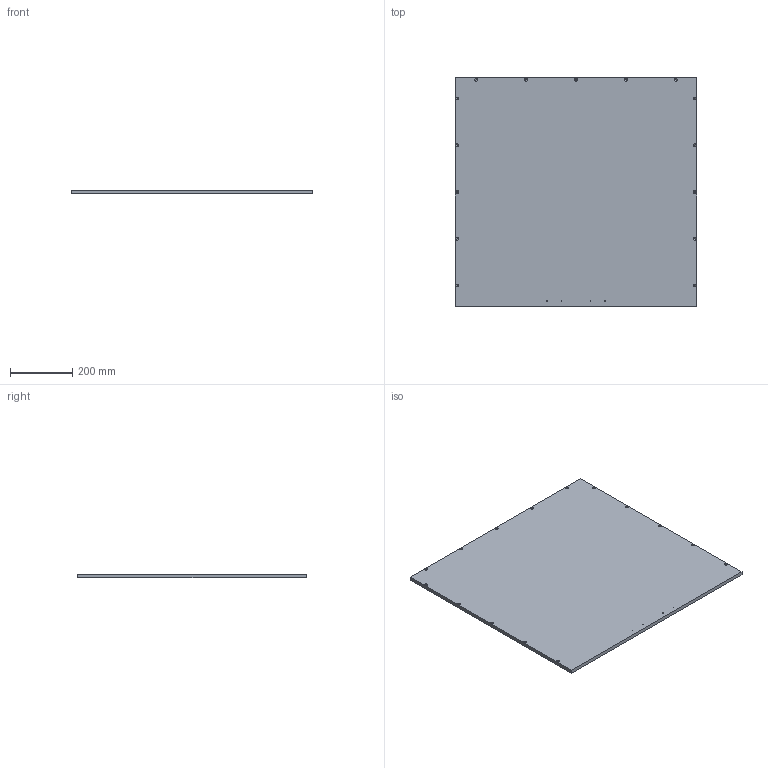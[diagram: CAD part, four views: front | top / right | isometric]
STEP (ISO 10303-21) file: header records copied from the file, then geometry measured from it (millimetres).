
FILE_DESCRIPTION (( 'STEP AP203' ), '1' );
FILE_NAME ('genmitsu-4040-001-005.STEP', '2024-07-19T08:39:11', ( '' ), ( '' ), 'SwSTEP 2.0', 'SolidWorks 2022', '' );
FILE_SCHEMA (( 'CONFIG_CONTROL_DESIGN' ));
Length unit declared in the file: millimetre
Products named in the file (1): genmitsu-4040-001-005
Bounding box: 774 x 732 x 12 mm (x, y, z)
Volume: 6794935 mm3; surface area: 1171436.8 mm2
Topology: 1 solids, 1 shells, 74 faces, 186 edges, 114 vertices
Faces by surface type: cylinder 38, cone 30, plane 6
Entity records: 2389 total; most frequent: DIRECTION 442, CARTESIAN_POINT 375, ORIENTED_EDGE 372, EDGE_CURVE 186, AXIS2_PLACEMENT_3D 181, VERTEX_POINT 114, EDGE_LOOP 112, CIRCLE 106
